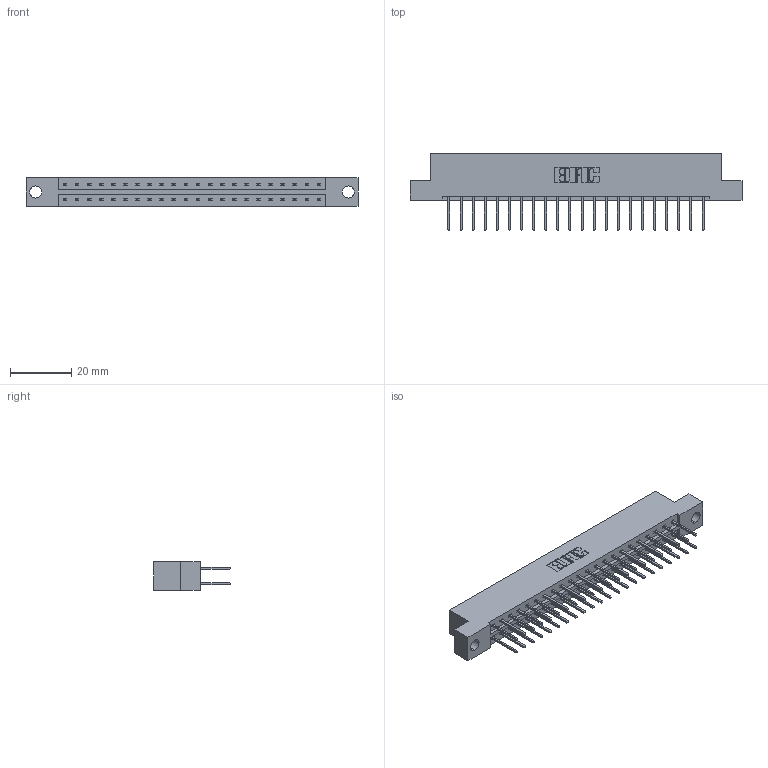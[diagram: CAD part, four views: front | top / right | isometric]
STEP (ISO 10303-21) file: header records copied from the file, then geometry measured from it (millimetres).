
FILE_DESCRIPTION (( 'STEP AP203' ), '1' );
FILE_NAME ('833-044-523-204.STEP', '2020-06-04T00:58:27', ( '' ), ( '' ), 'SwSTEP 2.0', 'SolidWorks 2020', '' );
FILE_SCHEMA (( 'CONFIG_CONTROL_DESIGN' ));
Length unit declared in the file: inch
Products named in the file (3): 833-044-523-204; 345-292-001_345-293-123; 833 Part_Flush - .156 Dia - TH
Assembly tree (45 placements, depth 2):
  833-044-523-204
    833 Part_Flush - .156 Dia - TH
    345-292-001_345-293-123  x44
Bounding box: 108.71 x 25.15 x 9.4 mm (x, y, z)
Volume: 10914.2 mm3; surface area: 12914.6 mm2
Topology: 45 solids, 45 shells, 2402 faces, 7131 edges, 4694 vertices
Faces by surface type: plane 1654, cylinder 748
Entity records: 16761 total; most frequent: CARTESIAN_POINT 2802, ORIENTED_EDGE 2738, DIRECTION 2429, EDGE_CURVE 1369, VECTOR 1241, LINE 1241, VERTEX_POINT 910, AXIS2_PLACEMENT_3D 594
